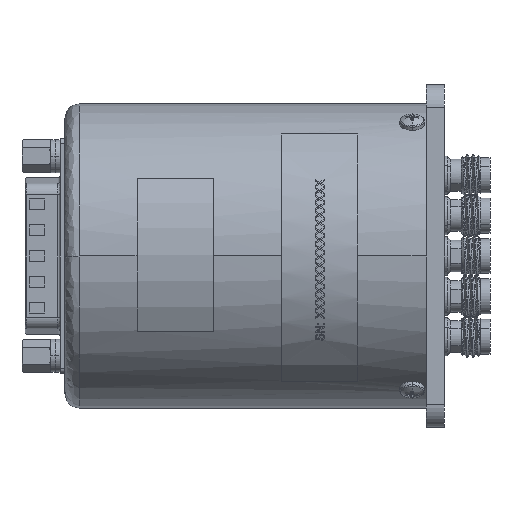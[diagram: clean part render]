
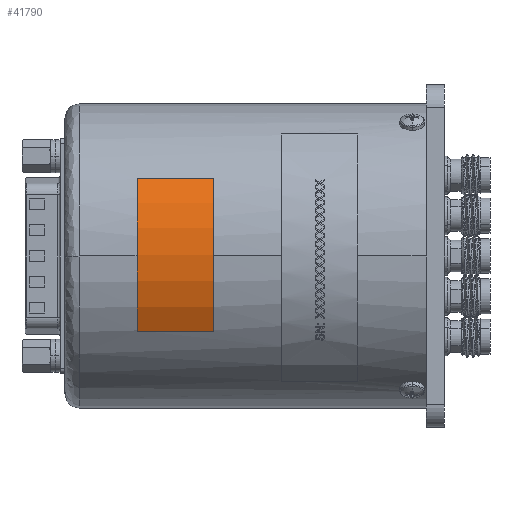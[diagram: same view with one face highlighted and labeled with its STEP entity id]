
A CAD part, left-side view. The second image highlights one B-rep face of the part: STEP entity #41790.
In plain terms, the highlighted cylindrical face has radius 25.68 mm (diameter 51.361 mm), a partial arc.
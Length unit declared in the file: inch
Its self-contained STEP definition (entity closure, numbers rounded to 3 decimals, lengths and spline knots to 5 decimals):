
#1547 = EDGE_CURVE ( 'NONE', #8196, #45994, #18640, .T. ) ;
#2375 = VECTOR ( 'NONE', #22334, 39.37008 ) ;
#2417 = CARTESIAN_POINT ( 'NONE',  ( -0.49449, 1.9, 0.88186 ) ) ;
#3664 = ORIENTED_EDGE ( 'NONE', *, *, #38173, .F. ) ;
#7421 = ORIENTED_EDGE ( 'NONE', *, *, #1547, .T. ) ;
#8160 = CARTESIAN_POINT ( 'NONE',  ( 0.50969, 1.4, 0.87317 ) ) ;
#8196 = VERTEX_POINT ( 'NONE', #18385 ) ;
#8826 = DIRECTION ( 'NONE',  ( 0., -1., 0. ) ) ;
#10538 = DIRECTION ( 'NONE',  ( 0., 0., -1. ) ) ;
#10568 = AXIS2_PLACEMENT_3D ( 'NONE', #28672, #8826, #24797 ) ;
#11299 = FACE_OUTER_BOUND ( 'NONE', #11728, .T. ) ;
#11393 = AXIS2_PLACEMENT_3D ( 'NONE', #29331, #42140, #41366 ) ;
#11728 = EDGE_LOOP ( 'NONE', ( #3664, #18647, #49040, #7421 ) ) ;
#13075 = EDGE_CURVE ( 'NONE', #19193, #28050, #27862, .T. ) ;
#18385 = CARTESIAN_POINT ( 'NONE',  ( -0.49449, 1.9, 0.88186 ) ) ;
#18640 = LINE ( 'NONE', #2417, #2375 ) ;
#18647 = ORIENTED_EDGE ( 'NONE', *, *, #13075, .F. ) ;
#18651 = CYLINDRICAL_SURFACE ( 'NONE', #19086, 1.01104 ) ;
#19086 = AXIS2_PLACEMENT_3D ( 'NONE', #23372, #39261, #10538 ) ;
#19193 = VERTEX_POINT ( 'NONE', #22238 ) ;
#20119 = CIRCLE ( 'NONE', #11393, 1.01104 ) ;
#21297 = VECTOR ( 'NONE', #23494, 39.37008 ) ;
#22238 = CARTESIAN_POINT ( 'NONE',  ( 0.50969, 1.9, 0.87317 ) ) ;
#22334 = DIRECTION ( 'NONE',  ( 0., -1., 0. ) ) ;
#23372 = CARTESIAN_POINT ( 'NONE',  ( 0., 1.9, 0. ) ) ;
#23494 = DIRECTION ( 'NONE',  ( 0., -1., 0. ) ) ;
#24797 = DIRECTION ( 'NONE',  ( 0., 0., -1. ) ) ;
#27862 = LINE ( 'NONE', #28140, #21297 ) ;
#28050 = VERTEX_POINT ( 'NONE', #8160 ) ;
#28140 = CARTESIAN_POINT ( 'NONE',  ( 0.50969, 1.9, 0.87317 ) ) ;
#28672 = CARTESIAN_POINT ( 'NONE',  ( 0., 1.4, 0. ) ) ;
#29331 = CARTESIAN_POINT ( 'NONE',  ( 0., 1.9, 0. ) ) ;
#30552 = CIRCLE ( 'NONE', #10568, 1.01104 ) ;
#35018 = CARTESIAN_POINT ( 'NONE',  ( -0.49449, 1.4, 0.88186 ) ) ;
#35173 = EDGE_CURVE ( 'NONE', #19193, #8196, #20119, .T. ) ;
#38173 = EDGE_CURVE ( 'NONE', #28050, #45994, #30552, .T. ) ;
#39261 = DIRECTION ( 'NONE',  ( 0., -1., 0. ) ) ;
#41366 = DIRECTION ( 'NONE',  ( 0., 0., -1. ) ) ;
#41790 = ADVANCED_FACE ( 'NONE', ( #11299 ), #18651, .T. ) ;
#42140 = DIRECTION ( 'NONE',  ( 0., -1., 0. ) ) ;
#45994 = VERTEX_POINT ( 'NONE', #35018 ) ;
#49040 = ORIENTED_EDGE ( 'NONE', *, *, #35173, .T. ) ;
